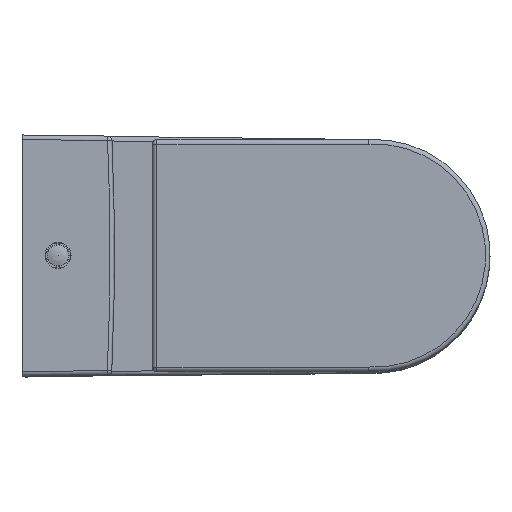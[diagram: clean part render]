
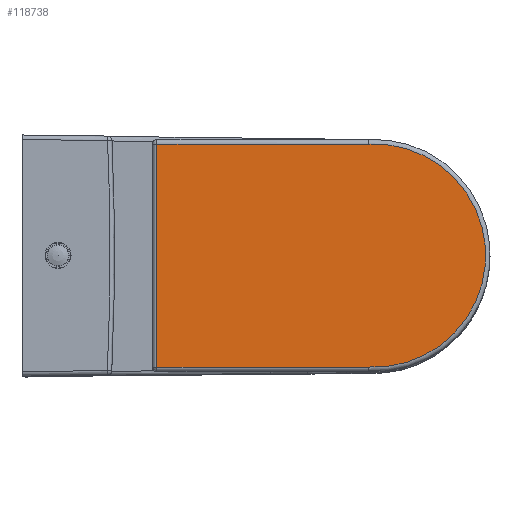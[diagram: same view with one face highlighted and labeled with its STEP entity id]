
A CAD part, top view. The second image highlights one B-rep face of the part: STEP entity #118738.
In plain terms, the highlighted planar face has unit normal (0, 0, 1).
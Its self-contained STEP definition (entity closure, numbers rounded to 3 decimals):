
#118421=CARTESIAN_POINT('',(-272.88,171.582,40.0));
#118422=VERTEX_POINT('',#118421);
#118495=CARTESIAN_POINT('',(53.335,171.582,40.0));
#118496=VERTEX_POINT('',#118495);
#118497=CARTESIAN_POINT('',(-272.88,171.582,40.0));
#118498=DIRECTION('',(1.0,0.0,0.0));
#118499=VECTOR('',#118498,326.215);
#118500=LINE('',#118497,#118499);
#118501=EDGE_CURVE('',#118422,#118496,#118500,.T.);
#118530=CARTESIAN_POINT('',(-272.88,-171.582,40.0));
#118531=VERTEX_POINT('',#118530);
#118595=CARTESIAN_POINT('',(53.036,-171.582,40.0));
#118596=VERTEX_POINT('',#118595);
#118597=CARTESIAN_POINT('',(61.239,-0.007,40.0));
#118598=DIRECTION('',(0.0,0.0,-1.0));
#118599=DIRECTION('',(1.,-0.001,0.0));
#118600=AXIS2_PLACEMENT_3D('',#118597,#118598,#118599);
#118601=CIRCLE('',#118600,171.77);
#118602=EDGE_CURVE('',#118496,#118596,#118601,.T.);
#118639=CARTESIAN_POINT('',(53.036,-171.582,40.0));
#118640=DIRECTION('',(-1.0,0.0,0.0));
#118641=VECTOR('',#118640,325.916);
#118642=LINE('',#118639,#118641);
#118643=EDGE_CURVE('',#118596,#118531,#118642,.T.);
#118669=CARTESIAN_POINT('',(-272.88,-171.582,40.0));
#118670=DIRECTION('',(0.0,1.0,0.0));
#118671=VECTOR('',#118670,343.163);
#118672=LINE('',#118669,#118671);
#118673=EDGE_CURVE('',#118531,#118422,#118672,.T.);
#118727=CARTESIAN_POINT('',(-51.827,0.001,40.0));
#118728=DIRECTION('',(0.0,0.0,1.0));
#118729=DIRECTION('',(1.0,0.0,0.0));
#118730=AXIS2_PLACEMENT_3D('',#118727,#118728,#118729);
#118731=PLANE('',#118730);
#118732=ORIENTED_EDGE('',*,*,#118501,.F.);
#118733=ORIENTED_EDGE('',*,*,#118673,.F.);
#118734=ORIENTED_EDGE('',*,*,#118643,.F.);
#118735=ORIENTED_EDGE('',*,*,#118602,.F.);
#118736=EDGE_LOOP('',(#118732,#118733,#118734,#118735));
#118737=FACE_OUTER_BOUND('',#118736,.T.);
#118738=ADVANCED_FACE('',(#118737),#118731,.T.);
